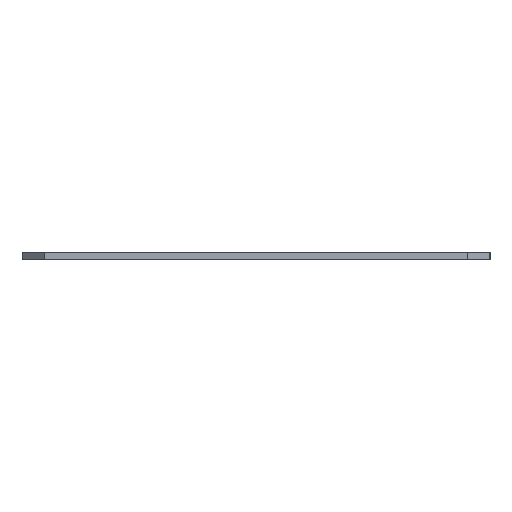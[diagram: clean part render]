
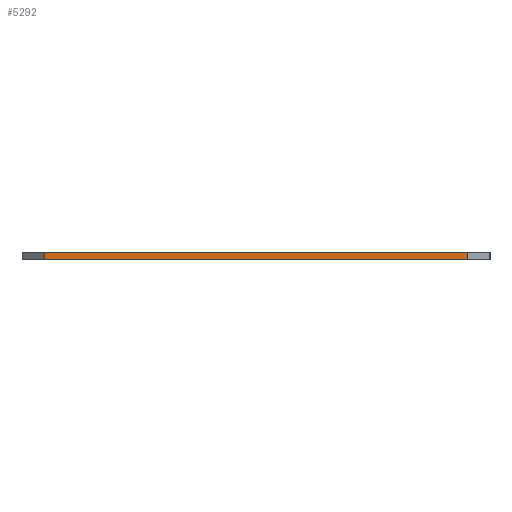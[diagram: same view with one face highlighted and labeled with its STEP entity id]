
A CAD part, left-side view. The second image highlights one B-rep face of the part: STEP entity #5292.
In plain terms, the highlighted planar face has unit normal (-1, 0, 0).
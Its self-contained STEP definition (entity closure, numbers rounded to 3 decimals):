
#66 = PLANE('',#67);
#67 = AXIS2_PLACEMENT_3D('',#68,#69,#70);
#68 = CARTESIAN_POINT('',(51.864,-77.014,69.931
    ));
#69 = DIRECTION('',(0.,0.,1.));
#70 = DIRECTION('',(1.,0.,0.));
#94 = PLANE('',#95);
#95 = AXIS2_PLACEMENT_3D('',#96,#97,#98);
#96 = CARTESIAN_POINT('',(51.864,-77.014,71.931
    ));
#97 = DIRECTION('',(0.,0.,1.));
#98 = DIRECTION('',(1.,0.,0.));
#113 = EDGE_CURVE('',#114,#116,#118,.T.);
#114 = VERTEX_POINT('',#115);
#115 = CARTESIAN_POINT('',(-129.386,-135.814,
    69.931));
#116 = VERTEX_POINT('',#117);
#117 = CARTESIAN_POINT('',(-129.386,-18.214,
    69.931));
#118 = SURFACE_CURVE('',#119,(#123,#130),.PCURVE_S1.);
#119 = LINE('',#120,#121);
#120 = CARTESIAN_POINT('',(-129.386,-135.814,
    69.931));
#121 = VECTOR('',#122,1.);
#122 = DIRECTION('',(0.,1.,0.));
#123 = PCURVE('',#66,#124);
#124 = DEFINITIONAL_REPRESENTATION('',(#125),#129);
#125 = LINE('',#126,#127);
#126 = CARTESIAN_POINT('',(-181.25,-58.8));
#127 = VECTOR('',#128,1.);
#128 = DIRECTION('',(0.,1.));
#129 = ( GEOMETRIC_REPRESENTATION_CONTEXT(2) 
PARAMETRIC_REPRESENTATION_CONTEXT() REPRESENTATION_CONTEXT('2D SPACE',''
  ) );
#130 = PCURVE('',#131,#136);
#131 = PLANE('',#132);
#132 = AXIS2_PLACEMENT_3D('',#133,#134,#135);
#133 = CARTESIAN_POINT('',(-129.386,-135.814,
    69.931));
#134 = DIRECTION('',(-1.,0.,0.));
#135 = DIRECTION('',(0.,0.,1.));
#136 = DEFINITIONAL_REPRESENTATION('',(#137),#141);
#137 = LINE('',#138,#139);
#138 = CARTESIAN_POINT('',(0.,0.));
#139 = VECTOR('',#140,1.);
#140 = DIRECTION('',(0.,1.));
#141 = ( GEOMETRIC_REPRESENTATION_CONTEXT(2) 
PARAMETRIC_REPRESENTATION_CONTEXT() REPRESENTATION_CONTEXT('2D SPACE',''
  ) );
#159 = PLANE('',#160);
#160 = AXIS2_PLACEMENT_3D('',#161,#162,#163);
#161 = CARTESIAN_POINT('',(-123.186,-142.014,
    69.931));
#162 = DIRECTION('',(-0.707,-0.707,0.));
#163 = DIRECTION('',(0.,0.,1.));
#325 = PLANE('',#326);
#326 = AXIS2_PLACEMENT_3D('',#327,#328,#329);
#327 = CARTESIAN_POINT('',(-129.386,-18.214,
    69.931));
#328 = DIRECTION('',(-0.707,0.707,0.));
#329 = DIRECTION('',(0.,0.,1.));
#2937 = VERTEX_POINT('',#2938);
#2938 = CARTESIAN_POINT('',(-129.386,-18.214,
    71.931));
#2961 = EDGE_CURVE('',#2962,#2937,#2964,.T.);
#2962 = VERTEX_POINT('',#2963);
#2963 = CARTESIAN_POINT('',(-129.386,-135.814,
    71.931));
#2964 = SURFACE_CURVE('',#2965,(#2969,#2976),.PCURVE_S1.);
#2965 = LINE('',#2966,#2967);
#2966 = CARTESIAN_POINT('',(-129.386,-135.814,
    71.931));
#2967 = VECTOR('',#2968,1.);
#2968 = DIRECTION('',(0.,1.,0.));
#2969 = PCURVE('',#94,#2970);
#2970 = DEFINITIONAL_REPRESENTATION('',(#2971),#2975);
#2971 = LINE('',#2972,#2973);
#2972 = CARTESIAN_POINT('',(-181.25,-58.8));
#2973 = VECTOR('',#2974,1.);
#2974 = DIRECTION('',(0.,1.));
#2975 = ( GEOMETRIC_REPRESENTATION_CONTEXT(2) 
PARAMETRIC_REPRESENTATION_CONTEXT() REPRESENTATION_CONTEXT('2D SPACE',''
  ) );
#2976 = PCURVE('',#131,#2977);
#2977 = DEFINITIONAL_REPRESENTATION('',(#2978),#2982);
#2978 = LINE('',#2979,#2980);
#2979 = CARTESIAN_POINT('',(2.,0.));
#2980 = VECTOR('',#2981,1.);
#2981 = DIRECTION('',(0.,1.));
#2982 = ( GEOMETRIC_REPRESENTATION_CONTEXT(2) 
PARAMETRIC_REPRESENTATION_CONTEXT() REPRESENTATION_CONTEXT('2D SPACE',''
  ) );
#5292 = ADVANCED_FACE('',(#5293),#131,.T.);
#5293 = FACE_BOUND('',#5294,.T.);
#5294 = EDGE_LOOP('',(#5295,#5296,#5317,#5318));
#5295 = ORIENTED_EDGE('',*,*,#2961,.T.);
#5296 = ORIENTED_EDGE('',*,*,#5297,.F.);
#5297 = EDGE_CURVE('',#116,#2937,#5298,.T.);
#5298 = SURFACE_CURVE('',#5299,(#5303,#5310),.PCURVE_S1.);
#5299 = LINE('',#5300,#5301);
#5300 = CARTESIAN_POINT('',(-129.386,-18.214,
    69.931));
#5301 = VECTOR('',#5302,1.);
#5302 = DIRECTION('',(0.,0.,1.));
#5303 = PCURVE('',#131,#5304);
#5304 = DEFINITIONAL_REPRESENTATION('',(#5305),#5309);
#5305 = LINE('',#5306,#5307);
#5306 = CARTESIAN_POINT('',(0.,117.6));
#5307 = VECTOR('',#5308,1.);
#5308 = DIRECTION('',(1.,0.));
#5309 = ( GEOMETRIC_REPRESENTATION_CONTEXT(2) 
PARAMETRIC_REPRESENTATION_CONTEXT() REPRESENTATION_CONTEXT('2D SPACE',''
  ) );
#5310 = PCURVE('',#325,#5311);
#5311 = DEFINITIONAL_REPRESENTATION('',(#5312),#5316);
#5312 = LINE('',#5313,#5314);
#5313 = CARTESIAN_POINT('',(0.,0.));
#5314 = VECTOR('',#5315,1.);
#5315 = DIRECTION('',(1.,0.));
#5316 = ( GEOMETRIC_REPRESENTATION_CONTEXT(2) 
PARAMETRIC_REPRESENTATION_CONTEXT() REPRESENTATION_CONTEXT('2D SPACE',''
  ) );
#5317 = ORIENTED_EDGE('',*,*,#113,.F.);
#5318 = ORIENTED_EDGE('',*,*,#5319,.T.);
#5319 = EDGE_CURVE('',#114,#2962,#5320,.T.);
#5320 = SURFACE_CURVE('',#5321,(#5325,#5332),.PCURVE_S1.);
#5321 = LINE('',#5322,#5323);
#5322 = CARTESIAN_POINT('',(-129.386,-135.814,
    69.931));
#5323 = VECTOR('',#5324,1.);
#5324 = DIRECTION('',(0.,0.,1.));
#5325 = PCURVE('',#131,#5326);
#5326 = DEFINITIONAL_REPRESENTATION('',(#5327),#5331);
#5327 = LINE('',#5328,#5329);
#5328 = CARTESIAN_POINT('',(0.,0.));
#5329 = VECTOR('',#5330,1.);
#5330 = DIRECTION('',(1.,0.));
#5331 = ( GEOMETRIC_REPRESENTATION_CONTEXT(2) 
PARAMETRIC_REPRESENTATION_CONTEXT() REPRESENTATION_CONTEXT('2D SPACE',''
  ) );
#5332 = PCURVE('',#159,#5333);
#5333 = DEFINITIONAL_REPRESENTATION('',(#5334),#5338);
#5334 = LINE('',#5335,#5336);
#5335 = CARTESIAN_POINT('',(0.,8.768));
#5336 = VECTOR('',#5337,1.);
#5337 = DIRECTION('',(1.,0.));
#5338 = ( GEOMETRIC_REPRESENTATION_CONTEXT(2) 
PARAMETRIC_REPRESENTATION_CONTEXT() REPRESENTATION_CONTEXT('2D SPACE',''
  ) );
